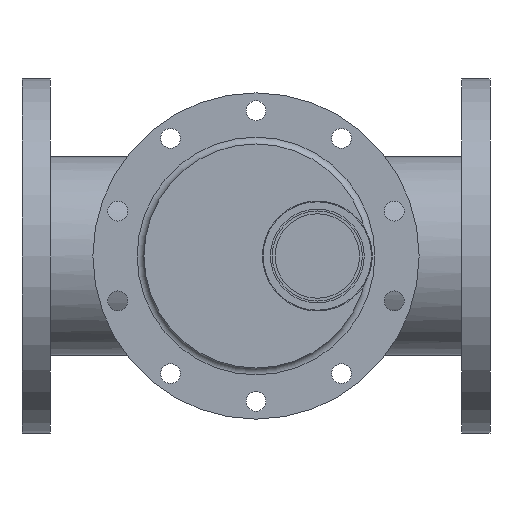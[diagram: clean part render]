
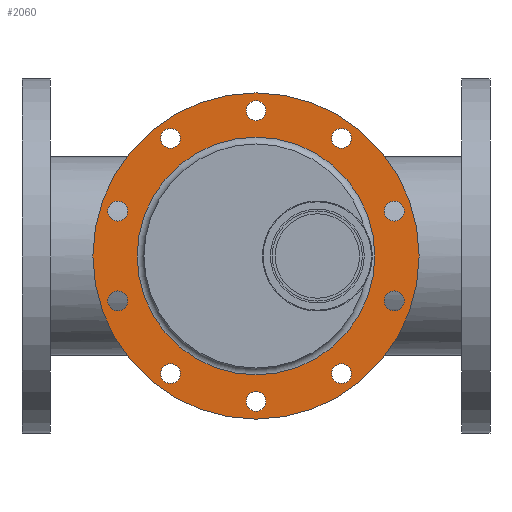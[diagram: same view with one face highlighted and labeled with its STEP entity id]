
A CAD part, left-side view. The second image highlights one B-rep face of the part: STEP entity #2060.
In plain terms, the highlighted planar face has unit normal (-1, 0, 0).
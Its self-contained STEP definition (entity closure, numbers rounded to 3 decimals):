
#131=FACE_BOUND('',#495,.T.);
#132=FACE_BOUND('',#496,.T.);
#133=FACE_BOUND('',#497,.T.);
#134=FACE_BOUND('',#498,.T.);
#135=FACE_BOUND('',#499,.T.);
#136=FACE_BOUND('',#500,.T.);
#137=FACE_BOUND('',#501,.T.);
#138=FACE_BOUND('',#502,.T.);
#139=FACE_BOUND('',#503,.T.);
#140=FACE_BOUND('',#504,.T.);
#141=FACE_BOUND('',#505,.T.);
#180=PLANE('',#2361);
#286=FACE_OUTER_BOUND('',#494,.T.);
#494=EDGE_LOOP('',(#1815));
#495=EDGE_LOOP('',(#1816));
#496=EDGE_LOOP('',(#1817));
#497=EDGE_LOOP('',(#1818));
#498=EDGE_LOOP('',(#1819));
#499=EDGE_LOOP('',(#1820));
#500=EDGE_LOOP('',(#1821));
#501=EDGE_LOOP('',(#1822));
#502=EDGE_LOOP('',(#1823));
#503=EDGE_LOOP('',(#1824));
#504=EDGE_LOOP('',(#1825));
#505=EDGE_LOOP('',(#1826));
#778=CIRCLE('',#2202,7.);
#782=CIRCLE('',#2208,7.);
#786=CIRCLE('',#2214,7.);
#790=CIRCLE('',#2220,7.);
#794=CIRCLE('',#2226,7.);
#798=CIRCLE('',#2232,7.);
#802=CIRCLE('',#2238,7.);
#806=CIRCLE('',#2244,7.);
#810=CIRCLE('',#2250,7.);
#814=CIRCLE('',#2256,7.);
#872=CIRCLE('',#2360,115.);
#873=CIRCLE('',#2362,83.798);
#956=VERTEX_POINT('',#3264);
#960=VERTEX_POINT('',#3276);
#964=VERTEX_POINT('',#3288);
#968=VERTEX_POINT('',#3300);
#972=VERTEX_POINT('',#3312);
#976=VERTEX_POINT('',#3324);
#980=VERTEX_POINT('',#3336);
#984=VERTEX_POINT('',#3348);
#988=VERTEX_POINT('',#3360);
#992=VERTEX_POINT('',#3372);
#1055=VERTEX_POINT('',#3839);
#1056=VERTEX_POINT('',#3843);
#1173=EDGE_CURVE('',#956,#956,#778,.T.);
#1179=EDGE_CURVE('',#960,#960,#782,.T.);
#1185=EDGE_CURVE('',#964,#964,#786,.T.);
#1191=EDGE_CURVE('',#968,#968,#790,.T.);
#1197=EDGE_CURVE('',#972,#972,#794,.T.);
#1203=EDGE_CURVE('',#976,#976,#798,.T.);
#1209=EDGE_CURVE('',#980,#980,#802,.T.);
#1215=EDGE_CURVE('',#984,#984,#806,.T.);
#1221=EDGE_CURVE('',#988,#988,#810,.T.);
#1227=EDGE_CURVE('',#992,#992,#814,.T.);
#1320=EDGE_CURVE('',#1055,#1055,#872,.T.);
#1322=EDGE_CURVE('',#1056,#1056,#873,.T.);
#1815=ORIENTED_EDGE('',*,*,#1320,.T.);
#1816=ORIENTED_EDGE('',*,*,#1173,.T.);
#1817=ORIENTED_EDGE('',*,*,#1179,.T.);
#1818=ORIENTED_EDGE('',*,*,#1185,.T.);
#1819=ORIENTED_EDGE('',*,*,#1191,.T.);
#1820=ORIENTED_EDGE('',*,*,#1197,.T.);
#1821=ORIENTED_EDGE('',*,*,#1203,.T.);
#1822=ORIENTED_EDGE('',*,*,#1209,.T.);
#1823=ORIENTED_EDGE('',*,*,#1215,.T.);
#1824=ORIENTED_EDGE('',*,*,#1221,.T.);
#1825=ORIENTED_EDGE('',*,*,#1227,.T.);
#1826=ORIENTED_EDGE('',*,*,#1322,.F.);
#2060=ADVANCED_FACE('',(#286,#131,#132,#133,#134,#135,#136,#137,#138,#139,
#140,#141),#180,.T.);
#2202=AXIS2_PLACEMENT_3D('',#3265,#2638,#2639);
#2208=AXIS2_PLACEMENT_3D('',#3277,#2652,#2653);
#2214=AXIS2_PLACEMENT_3D('',#3289,#2666,#2667);
#2220=AXIS2_PLACEMENT_3D('',#3301,#2680,#2681);
#2226=AXIS2_PLACEMENT_3D('',#3313,#2694,#2695);
#2232=AXIS2_PLACEMENT_3D('',#3325,#2708,#2709);
#2238=AXIS2_PLACEMENT_3D('',#3337,#2722,#2723);
#2244=AXIS2_PLACEMENT_3D('',#3349,#2736,#2737);
#2250=AXIS2_PLACEMENT_3D('',#3361,#2750,#2751);
#2256=AXIS2_PLACEMENT_3D('',#3373,#2764,#2765);
#2360=AXIS2_PLACEMENT_3D('',#3840,#2998,#2999);
#2361=AXIS2_PLACEMENT_3D('',#3842,#3001,#3002);
#2362=AXIS2_PLACEMENT_3D('',#3844,#3003,#3004);
#2638=DIRECTION('center_axis',(1.,0.,0.));
#2639=DIRECTION('ref_axis',(0.,0.,1.));
#2652=DIRECTION('center_axis',(1.,0.,0.));
#2653=DIRECTION('ref_axis',(0.,0.,1.));
#2666=DIRECTION('center_axis',(1.,0.,0.));
#2667=DIRECTION('ref_axis',(0.,0.,1.));
#2680=DIRECTION('center_axis',(1.,0.,0.));
#2681=DIRECTION('ref_axis',(0.,0.,1.));
#2694=DIRECTION('center_axis',(1.,0.,0.));
#2695=DIRECTION('ref_axis',(0.,0.,1.));
#2708=DIRECTION('center_axis',(1.,0.,0.));
#2709=DIRECTION('ref_axis',(0.,0.,1.));
#2722=DIRECTION('center_axis',(1.,0.,0.));
#2723=DIRECTION('ref_axis',(0.,0.,1.));
#2736=DIRECTION('center_axis',(1.,0.,0.));
#2737=DIRECTION('ref_axis',(0.,0.,1.));
#2750=DIRECTION('center_axis',(1.,0.,0.));
#2751=DIRECTION('ref_axis',(0.,0.,1.));
#2764=DIRECTION('center_axis',(1.,0.,0.));
#2765=DIRECTION('ref_axis',(0.,0.,1.));
#2998=DIRECTION('center_axis',(-1.,0.,0.));
#2999=DIRECTION('ref_axis',(0.,0.,1.));
#3001=DIRECTION('center_axis',(-1.,0.,0.));
#3002=DIRECTION('ref_axis',(0.,0.,1.));
#3003=DIRECTION('center_axis',(-1.,0.,0.));
#3004=DIRECTION('ref_axis',(0.,0.,1.));
#3264=CARTESIAN_POINT('',(-1022.,-97.483,24.674));
#3265=CARTESIAN_POINT('Origin',(-1022.,-97.483,31.674));
#3276=CARTESIAN_POINT('',(-1022.,0.,95.5));
#3277=CARTESIAN_POINT('Origin',(-1022.,0.,102.5));
#3288=CARTESIAN_POINT('',(-1022.,-60.248,-89.924));
#3289=CARTESIAN_POINT('Origin',(-1022.,-60.248,-82.924));
#3300=CARTESIAN_POINT('',(-1022.,97.483,24.674));
#3301=CARTESIAN_POINT('Origin',(-1022.,97.483,31.674));
#3312=CARTESIAN_POINT('',(-1022.,97.483,-38.674));
#3313=CARTESIAN_POINT('Origin',(-1022.,97.483,-31.674));
#3324=CARTESIAN_POINT('',(-1022.,-97.483,-38.674));
#3325=CARTESIAN_POINT('Origin',(-1022.,-97.483,-31.674));
#3336=CARTESIAN_POINT('',(-1022.,-60.248,75.924));
#3337=CARTESIAN_POINT('Origin',(-1022.,-60.248,82.924));
#3348=CARTESIAN_POINT('',(-1022.,0.,-109.5));
#3349=CARTESIAN_POINT('Origin',(-1022.,0.,-102.5));
#3360=CARTESIAN_POINT('',(-1022.,60.248,75.924));
#3361=CARTESIAN_POINT('Origin',(-1022.,60.248,82.924));
#3372=CARTESIAN_POINT('',(-1022.,60.248,-89.924));
#3373=CARTESIAN_POINT('Origin',(-1022.,60.248,-82.924));
#3839=CARTESIAN_POINT('',(-1022.,-115.,0.));
#3840=CARTESIAN_POINT('Origin',(-1022.,0.,0.));
#3842=CARTESIAN_POINT('Origin',(-1022.,83.798,0.));
#3843=CARTESIAN_POINT('',(-1022.,0.,-83.798));
#3844=CARTESIAN_POINT('Origin',(-1022.,0.,0.));
